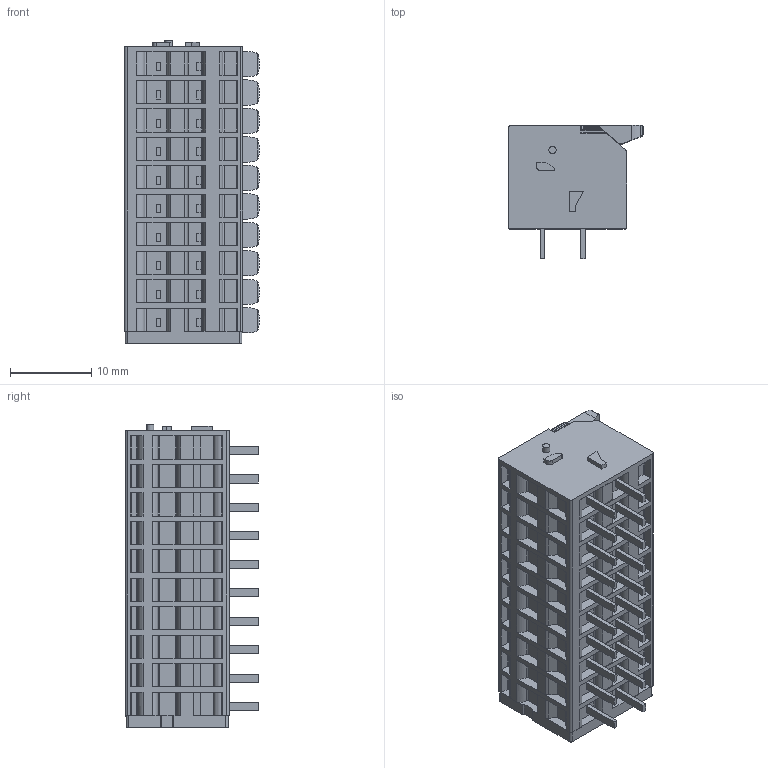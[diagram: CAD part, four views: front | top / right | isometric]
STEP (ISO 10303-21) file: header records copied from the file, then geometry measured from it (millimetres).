
FILE_DESCRIPTION(/* description */ ('STEP AP214'),/* implementation_level */ '2;1');
FILE_NAME(/* name */ '2601-1110',/* time_stamp */ '2024-12-30T08:33:29+01:00',/* author */ ('License CC BY-ND 4.0'),/* organization */ ('CADENAS'),/* preprocessor_version */ 'ST-DEVELOPER v19.3',/* originating_system */ 'PARTsolutions',/* authorisation */ ' ');
FILE_SCHEMA (('AUTOMOTIVE_DESIGN {1 0 10303 214 3 1 1}'));
Length unit declared in the file: millimetre
Products named in the file (1): 2601-1110
Bounding box: 16.58 x 16.35 x 37.25 mm (x, y, z)
Volume: 5975.8 mm3; surface area: 4760.8 mm2
Topology: 1 solids, 1 shells, 1346 faces, 3737 edges, 2471 vertices
Faces by surface type: plane 817, cylinder 519, cone 10
Full cylindrical faces by diameter (mm): 0.9 x1
Entity records: 52548 total; most frequent: CARTESIAN_POINT 7797, ORIENTED_EDGE 7472, DIRECTION 7341, EDGE_CURVE 3736, LINE 2663, VECTOR 2663, VERTEX_POINT 2471, AXIS2_PLACEMENT_3D 2339
